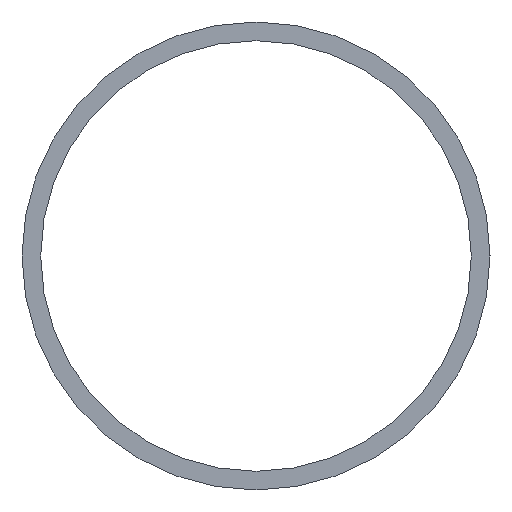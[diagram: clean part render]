
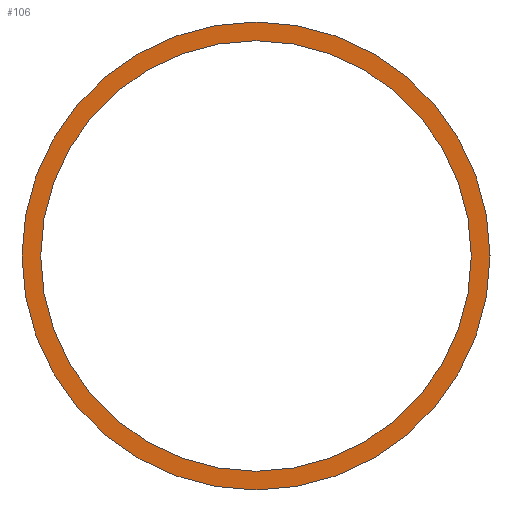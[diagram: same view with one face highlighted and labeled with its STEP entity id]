
A CAD part, left-side view. The second image highlights one B-rep face of the part: STEP entity #106.
In plain terms, the highlighted planar face has unit normal (-1, 0, 0).
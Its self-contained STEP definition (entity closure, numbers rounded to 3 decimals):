
#10 = VERTEX_POINT ( 'NONE', #148 ) ;
#16 = AXIS2_PLACEMENT_3D ( 'NONE', #56, #135, #68 ) ;
#17 = VERTEX_POINT ( 'NONE', #45 ) ;
#26 = AXIS2_PLACEMENT_3D ( 'NONE', #80, #57, #93 ) ;
#27 = AXIS2_PLACEMENT_3D ( 'NONE', #40, #145, #39 ) ;
#29 = CIRCLE ( 'NONE', #16, 11.5 ) ;
#30 = EDGE_CURVE ( 'NONE', #17, #17, #129, .T. ) ;
#34 = EDGE_CURVE ( 'NONE', #10, #10, #29, .T. ) ;
#39 = DIRECTION ( 'NONE',  ( 0., 0., -1. ) ) ;
#40 = CARTESIAN_POINT ( 'NONE',  ( 0., 0., 0. ) ) ;
#45 = CARTESIAN_POINT ( 'NONE',  ( 0., 0., -12.5 ) ) ;
#56 = CARTESIAN_POINT ( 'NONE',  ( 0., 0., 0. ) ) ;
#57 = DIRECTION ( 'NONE',  ( 1., 0., 0. ) ) ;
#65 = FACE_OUTER_BOUND ( 'NONE', #86, .T. ) ;
#68 = DIRECTION ( 'NONE',  ( 0., 0., -1. ) ) ;
#69 = PLANE ( 'NONE',  #26 ) ;
#80 = CARTESIAN_POINT ( 'NONE',  ( 0., 0., 0. ) ) ;
#81 = ORIENTED_EDGE ( 'NONE', *, *, #30, .F. ) ;
#82 = EDGE_LOOP ( 'NONE', ( #149 ) ) ;
#86 = EDGE_LOOP ( 'NONE', ( #81 ) ) ;
#93 = DIRECTION ( 'NONE',  ( 0., 0., -1. ) ) ;
#106 = ADVANCED_FACE ( 'NONE', ( #65, #152 ), #69, .F. ) ;
#129 = CIRCLE ( 'NONE', #27, 12.5 ) ;
#135 = DIRECTION ( 'NONE',  ( 1., 0., 0. ) ) ;
#145 = DIRECTION ( 'NONE',  ( 1., 0., 0. ) ) ;
#148 = CARTESIAN_POINT ( 'NONE',  ( 0., 0., -11.5 ) ) ;
#149 = ORIENTED_EDGE ( 'NONE', *, *, #34, .T. ) ;
#152 = FACE_BOUND ( 'NONE', #82, .T. ) ;
